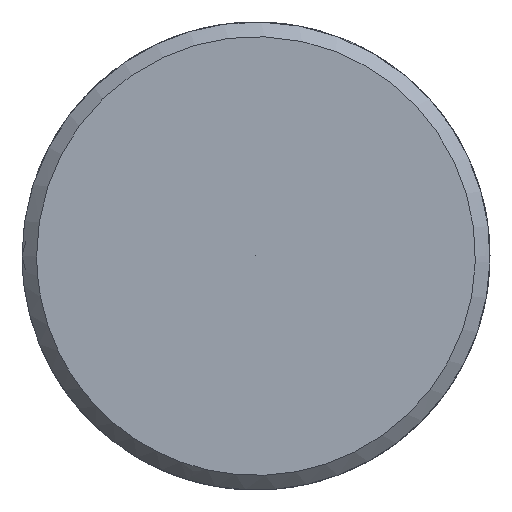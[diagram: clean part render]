
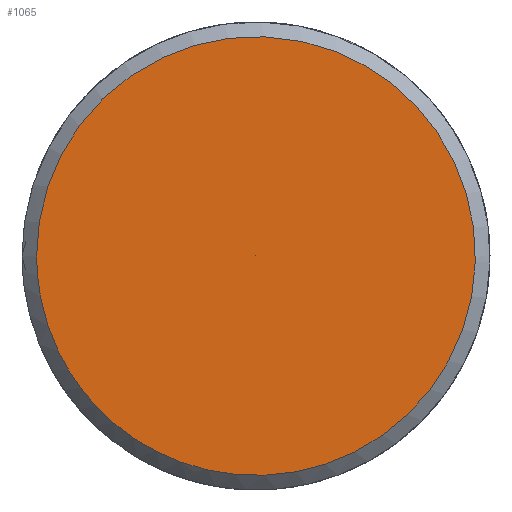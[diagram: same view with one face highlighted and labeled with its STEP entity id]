
A CAD part, left-side view. The second image highlights one B-rep face of the part: STEP entity #1065.
In plain terms, the highlighted free-form (B-spline) face has degree [5, 1] with [6, 2] control points.
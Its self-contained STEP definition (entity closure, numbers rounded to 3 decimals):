
#985 = CARTESIAN_POINT ('', (-75., 3.75, 0.));
#986 = VERTEX_POINT ('', #985);
#1004 = CARTESIAN_POINT ('', (-75., 3.75, 0.));
#1005 = CARTESIAN_POINT ('', (-75., 3.75, 15.));
#1006 = CARTESIAN_POINT ('', (-75., -11.25, 7.5));
#1007 = CARTESIAN_POINT ('', (-75., -11.25, -7.5));
#1008 = CARTESIAN_POINT ('', (-75., 3.75, -15.));
#1009 = CARTESIAN_POINT ('', (-75., 3.75, 0.));
#1010 = (
   BOUNDED_CURVE ()
   B_SPLINE_CURVE (5, (#1004, #1005, #1006, #1007, #1008, #1009), .UNSPECIFIED., .T., .U.)
   B_SPLINE_CURVE_WITH_KNOTS ((6, 6), (0., 1.), .UNSPECIFIED.)
   CURVE ()
   GEOMETRIC_REPRESENTATION_ITEM ()
   RATIONAL_B_SPLINE_CURVE ((5., 1., 1., 1., 1., 5.))
   REPRESENTATION_ITEM ('')
);
#1011 = EDGE_CURVE ('', #986, #986, #1010, .T.);
#1041 = CARTESIAN_POINT ('', (-75., 0., 0.));
#1042 = VERTEX_POINT ('', #1041);
#1043 = CARTESIAN_POINT ('', (-75., 3.75, 0.));
#1044 = CARTESIAN_POINT ('', (-75., 0., 0.));
#1045 = B_SPLINE_CURVE_WITH_KNOTS ('', 1, (#1043, #1044), .UNSPECIFIED., .F., .U., (2, 2), (0., 1.), .UNSPECIFIED.);
#1046 = EDGE_CURVE ('', #986, #1042, #1045, .T.);
#1047 = ORIENTED_EDGE ('', *, *, #1046, .F.);
#1048 = ORIENTED_EDGE ('', *, *, #1011, .T.);
#1049 = ORIENTED_EDGE ('', *, *, #1046, .T.);
#1050 = EDGE_LOOP ('', (#1047, #1048, #1049));
#1051 = FACE_OUTER_BOUND ('', #1050, .F.);
#1052 = CARTESIAN_POINT ('', (-75., 3.75, 0.));
#1053 = CARTESIAN_POINT ('', (-75., 0., 0.));
#1054 = CARTESIAN_POINT ('', (-75., 3.75, 15.));
#1055 = CARTESIAN_POINT ('', (-75., 0., 0.));
#1056 = CARTESIAN_POINT ('', (-75., -11.25, 7.5));
#1057 = CARTESIAN_POINT ('', (-75., 0., 0.));
#1058 = CARTESIAN_POINT ('', (-75., -11.25, -7.5));
#1059 = CARTESIAN_POINT ('', (-75., 0., 0.));
#1060 = CARTESIAN_POINT ('', (-75., 3.75, -15.));
#1061 = CARTESIAN_POINT ('', (-75., 0., 0.));
#1062 = CARTESIAN_POINT ('', (-75., 3.75, 0.));
#1063 = CARTESIAN_POINT ('', (-75., 0., 0.));
#1064 = (
   BOUNDED_SURFACE ()
   B_SPLINE_SURFACE (5, 1, ((#1052, #1053), (#1054, #1055), (#1056, #1057), (#1058, #1059), (#1060, #1061), (#1062, #1063)), .UNSPECIFIED., .T., .F., .U.)
   B_SPLINE_SURFACE_WITH_KNOTS ((6, 6), (2, 2), (0., 1.), (0., 1.), .UNSPECIFIED.)
   SURFACE ()
   GEOMETRIC_REPRESENTATION_ITEM ()
   RATIONAL_B_SPLINE_SURFACE (((5., 5.), (1., 1.), (1., 1.), (1., 1.), (1., 1.), (5., 5.)))
   REPRESENTATION_ITEM ('')
);
#1065 = ADVANCED_FACE ('', (#1051), #1064, .F.);
